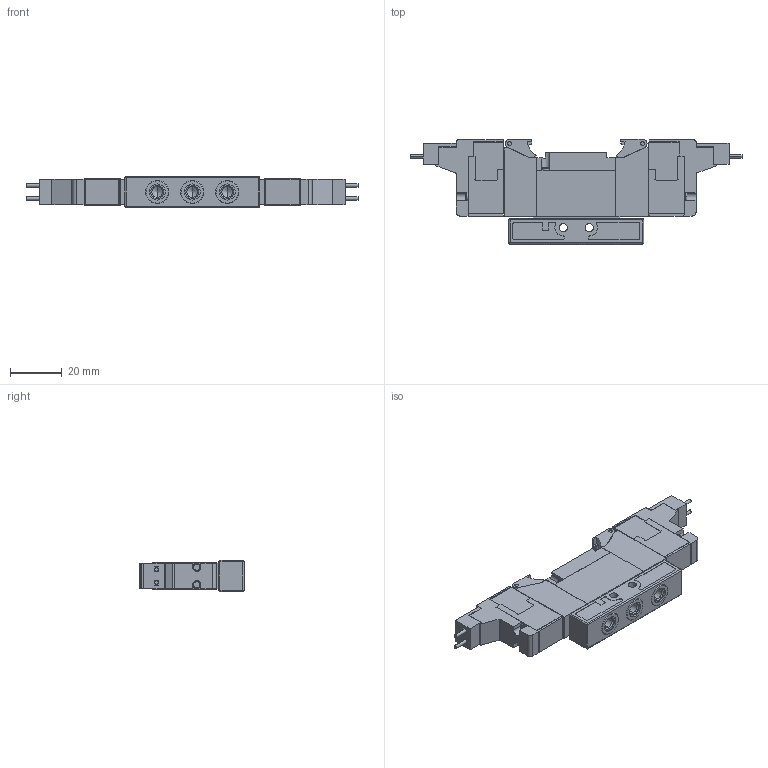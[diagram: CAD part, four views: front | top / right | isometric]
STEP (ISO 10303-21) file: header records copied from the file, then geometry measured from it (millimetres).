
FILE_DESCRIPTION (( 'STEP AP214' ), '1' );
FILE_NAME ('am-2343a CKD Double Solenoid Valve.STEP', '2022-10-28T20:08:44', ( '' ), ( '' ), 'SwSTEP 2.0', 'SolidWorks 2022', '' );
FILE_SCHEMA (( 'AUTOMOTIVE_DESIGN' ));
Length unit declared in the file: millimetre
Products named in the file (3): am-2343a CKD Double Solenoid Valve; _4GA1_M52_E01_4CR__body_4; _4GA1_M5_6
Assembly tree (2 placements, depth 2):
  am-2343a CKD Double Solenoid Valve
    _4GA1_M52_E01_4CR__body_4
    _4GA1_M5_6
Bounding box: 128.15 x 40.56 x 12 mm (x, y, z)
Volume: 33159.4 mm3; surface area: 13910.5 mm2
Topology: 2 solids, 2 shells, 505 faces, 1332 edges, 863 vertices
Faces by surface type: plane 351, cylinder 116, cone 22, torus 16
Entity records: 21155 total; most frequent: CARTESIAN_POINT 2871, ORIENTED_EDGE 2652, DIRECTION 2572, EDGE_CURVE 1326, LINE 1012, VECTOR 1012, VERTEX_POINT 863, AXIS2_PLACEMENT_3D 780
